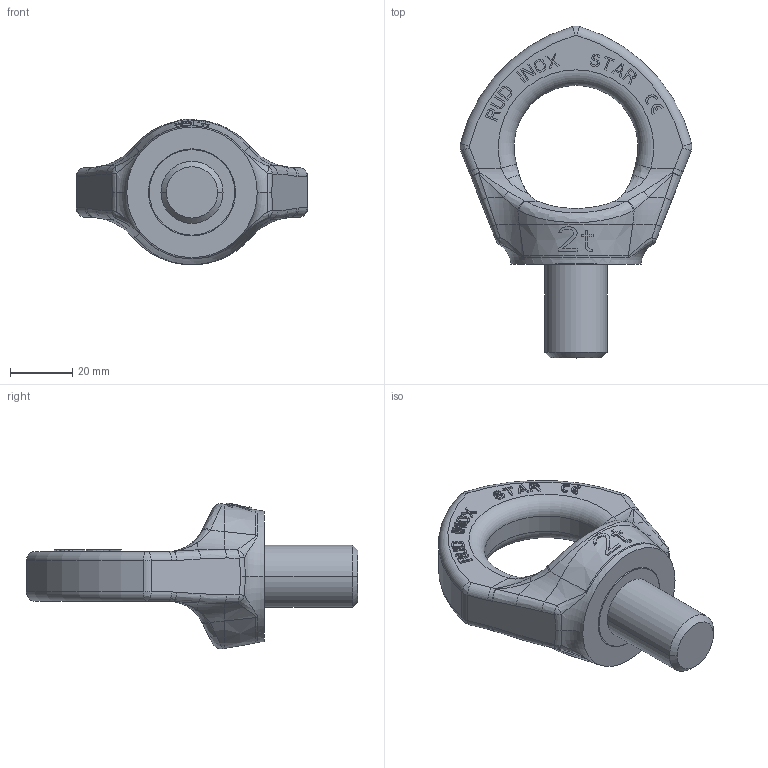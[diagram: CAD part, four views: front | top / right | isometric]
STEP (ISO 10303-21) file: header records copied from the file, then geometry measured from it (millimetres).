
FILE_DESCRIPTION((''),'2;1');
FILE_NAME('001-M31798-P-10_ASM','2018-08-27T',('Andreas.Wendler'),(''),'PRO/ENGINEER BY PARAMETRIC TECHNOLOGY CORPORATION, 2011490','PRO/ENGINEER BY PARAMETRIC TECHNOLOGY CORPORATION, 2011490','');
FILE_SCHEMA(('CONFIG_CONTROL_DESIGN'));
Length unit declared in the file: millimetre
Products named in the file (3): 001-M31798-P-10; 001-M31799-P-10; 001-M31798-P-10_ASM
Assembly tree (2 placements, depth 2):
  001-M31798-P-10_ASM
    001-M31798-P-10
    001-M31799-P-10
Bounding box: 74.63 x 106.81 x 46.89 mm (x, y, z)
Volume: 69747.2 mm3; surface area: 20143.4 mm2
Topology: 2 solids, 2 shells, 548 faces, 1479 edges, 960 vertices
Faces by surface type: plane 427, bspline 54, cylinder 33, torus 16, cone 10, sphere 8
Entity records: 18950 total; most frequent: CARTESIAN_POINT 5529, ORIENTED_EDGE 2958, DIRECTION 2471, EDGE_CURVE 1479, VECTOR 1125, LINE 1125, VERTEX_POINT 960, AXIS2_PLACEMENT_3D 673
